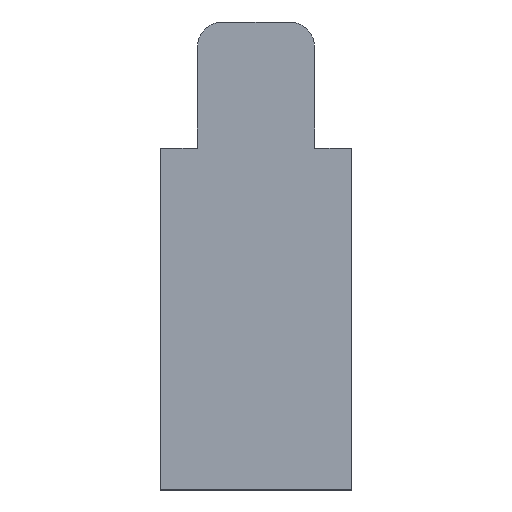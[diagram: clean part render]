
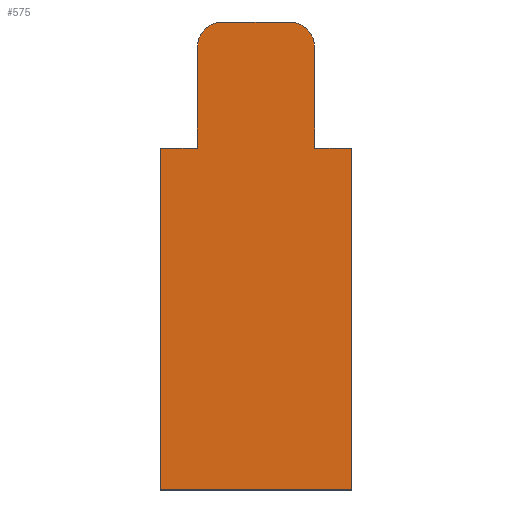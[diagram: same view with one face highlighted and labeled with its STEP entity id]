
A CAD part, top view. The second image highlights one B-rep face of the part: STEP entity #575.
In plain terms, the highlighted planar face has unit normal (0, 0, 1).
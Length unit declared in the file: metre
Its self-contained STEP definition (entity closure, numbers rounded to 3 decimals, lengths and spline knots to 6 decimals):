
#8 = CARTESIAN_POINT('NONE', (-0.01075, 0.028119, 0.005));
#9 = VERTEX_POINT('NONE', #8);
#10 = CARTESIAN_POINT('NONE', (0, 0.028119, 0.005));
#11 = VERTEX_POINT('NONE', #10);
#14 = CARTESIAN_POINT('NONE', (-0.018869, 0.02, 0.005));
#15 = VERTEX_POINT('NONE', #14);
#18 = CARTESIAN_POINT('NONE', (-0.018869, -0.012494, 0.005));
#19 = VERTEX_POINT('NONE', #18);
#22 = CARTESIAN_POINT('NONE', (-0.03075, -0.012494, 0.005));
#23 = VERTEX_POINT('NONE', #22);
#26 = CARTESIAN_POINT('NONE', (-0.03075, -0.122494, 0.005));
#27 = VERTEX_POINT('NONE', #26);
#30 = CARTESIAN_POINT('NONE', (0.03075, -0.122494, 0.005));
#31 = VERTEX_POINT('NONE', #30);
#34 = CARTESIAN_POINT('NONE', (0.03075, -0.012494, 0.005));
#35 = VERTEX_POINT('NONE', #34);
#38 = CARTESIAN_POINT('NONE', (0.018869, -0.012494, 0.005));
#39 = VERTEX_POINT('NONE', #38);
#42 = CARTESIAN_POINT('NONE', (0.018869, 0.02, 0.005));
#43 = VERTEX_POINT('NONE', #42);
#46 = CARTESIAN_POINT('NONE', (0.01075, 0.028119, 0.005));
#47 = VERTEX_POINT('NONE', #46);
#88 = DIRECTION('NONE', (-1, 0., 0));
#89 = VECTOR('NONE', #88, 1);
#90 = CARTESIAN_POINT('NONE', (0, 0.028119, 0.005));
#91 = LINE('NONE', #90, #89);
#105 = DIRECTION('NONE', (0., 1, -0));
#106 = DIRECTION('NONE', (0, 0, 1));
#107 = CARTESIAN_POINT('NONE', (-0.01075, 0.02, 0.005));
#108 = AXIS2_PLACEMENT_3D('NONE', #107, #106, #105);
#109 = CIRCLE('NONE', #108, 0.008119);
#118 = DIRECTION('NONE', (0, -1, 0));
#119 = VECTOR('NONE', #118, 1);
#120 = CARTESIAN_POINT('NONE', (-0.018869, 0.02, 0.005));
#121 = LINE('NONE', #120, #119);
#130 = DIRECTION('NONE', (-1, 0, 0));
#131 = VECTOR('NONE', #130, 1);
#132 = CARTESIAN_POINT('NONE', (-0.018869, -0.012494, 0.005));
#133 = LINE('NONE', #132, #131);
#142 = DIRECTION('NONE', (0, -1, 0));
#143 = VECTOR('NONE', #142, 1);
#144 = CARTESIAN_POINT('NONE', (-0.03075, -0.012494, 0.005));
#145 = LINE('NONE', #144, #143);
#154 = DIRECTION('NONE', (1, 0, 0));
#155 = VECTOR('NONE', #154, 1);
#156 = CARTESIAN_POINT('NONE', (-0.03075, -0.122494, 0.005));
#157 = LINE('NONE', #156, #155);
#166 = DIRECTION('NONE', (0, 1, 0));
#167 = VECTOR('NONE', #166, 1);
#168 = CARTESIAN_POINT('NONE', (0.03075, -0.122494, 0.005));
#169 = LINE('NONE', #168, #167);
#178 = DIRECTION('NONE', (-1, 0, 0));
#179 = VECTOR('NONE', #178, 1);
#180 = CARTESIAN_POINT('NONE', (0.03075, -0.012494, 0.005));
#181 = LINE('NONE', #180, #179);
#190 = DIRECTION('NONE', (0, 1, 0));
#191 = VECTOR('NONE', #190, 1);
#192 = CARTESIAN_POINT('NONE', (0.018869, -0.012494, 0.005));
#193 = LINE('NONE', #192, #191);
#203 = DIRECTION('NONE', (1, 0., -0));
#204 = DIRECTION('NONE', (0, 0, 1));
#205 = CARTESIAN_POINT('NONE', (0.01075, 0.02, 0.005));
#206 = AXIS2_PLACEMENT_3D('NONE', #205, #204, #203);
#207 = CIRCLE('NONE', #206, 0.008119);
#212 = DIRECTION('NONE', (-1, 0, 0));
#213 = VECTOR('NONE', #212, 1);
#214 = CARTESIAN_POINT('NONE', (0.01075, 0.028119, 0.005));
#215 = LINE('NONE', #214, #213);
#314 = EDGE_CURVE('NONE', #11, #9, #91, .T.);
#318 = EDGE_CURVE('NONE', #9, #15, #109, .T.);
#321 = EDGE_CURVE('NONE', #15, #19, #121, .T.);
#324 = EDGE_CURVE('NONE', #19, #23, #133, .T.);
#327 = EDGE_CURVE('NONE', #23, #27, #145, .T.);
#330 = EDGE_CURVE('NONE', #27, #31, #157, .T.);
#333 = EDGE_CURVE('NONE', #31, #35, #169, .T.);
#336 = EDGE_CURVE('NONE', #35, #39, #181, .T.);
#339 = EDGE_CURVE('NONE', #39, #43, #193, .T.);
#342 = EDGE_CURVE('NONE', #43, #47, #207, .T.);
#344 = EDGE_CURVE('NONE', #47, #11, #215, .T.);
#419 = CARTESIAN_POINT('NONE', (0, 0, 0.005));
#420 = DIRECTION('NONE', (0, 0, 1));
#421 = AXIS2_PLACEMENT_3D('NONE', #419, #420, $);
#422 = PLANE('NONE', #421);
#562 = ORIENTED_EDGE('NONE', *, *, #314, .T.);
#563 = ORIENTED_EDGE('NONE', *, *, #318, .T.);
#564 = ORIENTED_EDGE('NONE', *, *, #321, .T.);
#565 = ORIENTED_EDGE('NONE', *, *, #324, .T.);
#566 = ORIENTED_EDGE('NONE', *, *, #327, .T.);
#567 = ORIENTED_EDGE('NONE', *, *, #330, .T.);
#568 = ORIENTED_EDGE('NONE', *, *, #333, .T.);
#569 = ORIENTED_EDGE('NONE', *, *, #336, .T.);
#570 = ORIENTED_EDGE('NONE', *, *, #339, .T.);
#571 = ORIENTED_EDGE('NONE', *, *, #342, .T.);
#572 = ORIENTED_EDGE('NONE', *, *, #344, .T.);
#573 = EDGE_LOOP('NONE', (#562, #563, #564, #565, #566, #567, #568, #569, #570, #571, #572));
#574 = FACE_BOUND('NONE', #573, .T.);
#575 = ADVANCED_FACE('NONE', (#574), #422, .T.);
